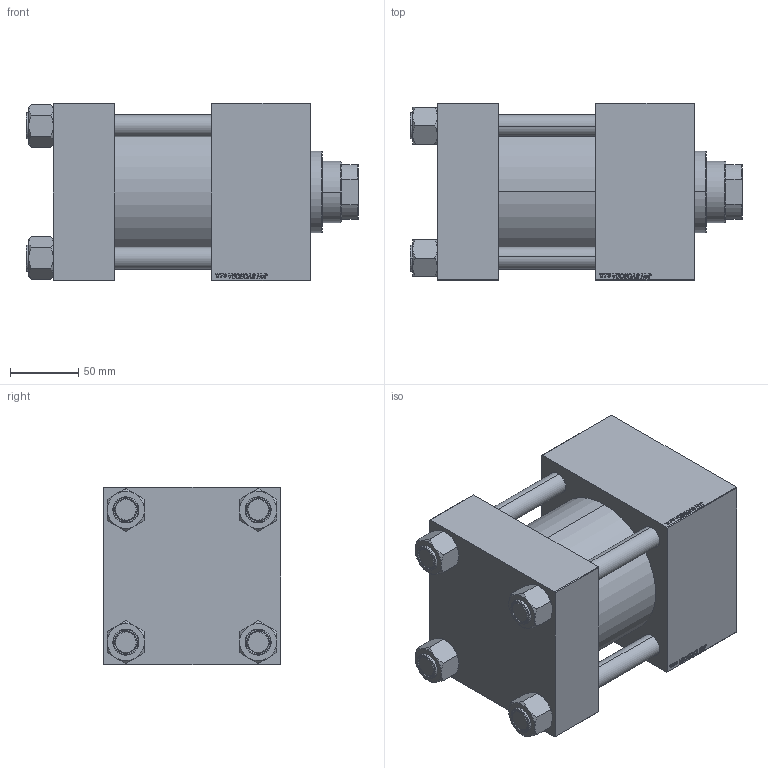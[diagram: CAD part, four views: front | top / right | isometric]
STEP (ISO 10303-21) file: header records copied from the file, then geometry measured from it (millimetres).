
FILE_DESCRIPTION (( 'STEP AP203' ), '1' );
FILE_NAME ('aafa.STEP', '2022-04-16T10:40:23', ( '' ), ( '' ), 'SwSTEP 2.0', 'SolidWorks 2019', '' );
FILE_SCHEMA (( 'CONFIG_CONTROL_DESIGN' ));
Length unit declared in the file: millimetre
Products named in the file (6): V215CR_C_Body 1781645ff9ee81ed7b9a67dc8545c9b0; V215CR_C_TYCINKA 1781645ff9ee81ed7b9a67dc8545c9b0; V215_VC_A 1781645ff9ee81ed7b9a67dc8545c9b0; aafa; V215CR_VCP_C 1781645ff9ee81ed7b9a67dc8545c9b0; NUT_M5_C 1781645ff9ee81ed7b9a67dc8545c9b0
Assembly tree (11 placements, depth 2):
  aafa
    V215CR_C_Body 1781645ff9ee81ed7b9a67dc8545c9b0
    V215CR_VCP_C 1781645ff9ee81ed7b9a67dc8545c9b0
    NUT_M5_C 1781645ff9ee81ed7b9a67dc8545c9b0  x4
    V215CR_C_TYCINKA 1781645ff9ee81ed7b9a67dc8545c9b0  x4
    V215_VC_A 1781645ff9ee81ed7b9a67dc8545c9b0
Bounding box: 243 x 130 x 130 mm (x, y, z)
Volume: 2424980 mm3; surface area: 326474.9 mm2
Topology: 11 solids, 11 shells, 1203 faces, 3036 edges, 1975 vertices
Faces by surface type: plane 576, bspline 392, cone 136, cylinder 91, torus 8
Entity records: 50826 total; most frequent: CARTESIAN_POINT 27241, ORIENTED_EDGE 5336, DIRECTION 3410, EDGE_CURVE 2668, VERTEX_POINT 1753, LINE 1618, VECTOR 1618, EDGE_LOOP 1179
